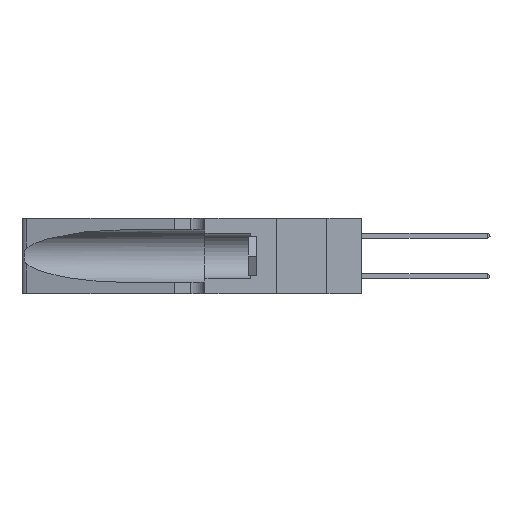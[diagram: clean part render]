
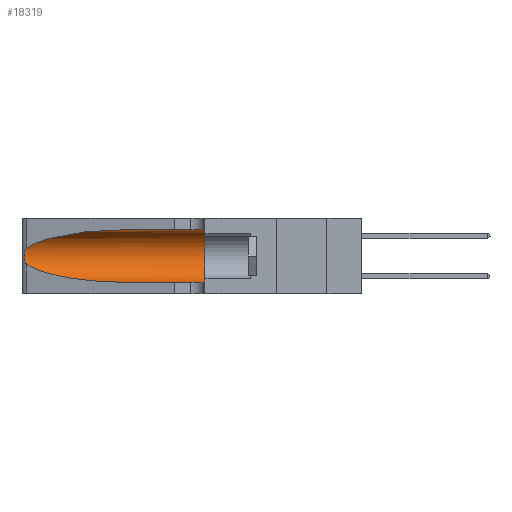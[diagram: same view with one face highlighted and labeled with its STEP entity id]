
A CAD part, left-side view. The second image highlights one B-rep face of the part: STEP entity #18319.
In plain terms, the highlighted cylindrical face has radius 3.308 mm (diameter 6.617 mm), a partial arc.
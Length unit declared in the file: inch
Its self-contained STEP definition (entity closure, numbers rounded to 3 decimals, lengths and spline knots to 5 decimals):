
#79 = VERTEX_POINT ( 'NONE', #21970 ) ;
#304 = CARTESIAN_POINT ( 'NONE',  ( 0.25555, 1.22994, 0.2215 ) ) ;
#685 = CARTESIAN_POINT ( 'NONE',  ( 0.25555, 1.22993, 0.14849 ) ) ;
#2585 = AXIS2_PLACEMENT_3D ( 'NONE', #15901, #36294, #3783 ) ;
#2666 = FACE_OUTER_BOUND ( 'NONE', #32237, .T. ) ;
#3253 = CARTESIAN_POINT ( 'NONE',  ( 0.25639, 1.23184, 0.21858 ) ) ;
#3342 = EDGE_CURVE ( 'NONE', #34586, #4416, #35957, .T. ) ;
#3628 = CARTESIAN_POINT ( 'NONE',  ( 0.26017, 1.23833, 0.17102 ) ) ;
#3783 = DIRECTION ( 'NONE',  ( 0., 0., 1. ) ) ;
#3920 = CARTESIAN_POINT ( 'NONE',  ( 0.25487, 1.22718, 0.14631 ) ) ;
#3964 = CARTESIAN_POINT ( 'NONE',  ( 0.1305, 1.61858, 0.185 ) ) ;
#4416 = VERTEX_POINT ( 'NONE', #21609 ) ;
#6069 = CARTESIAN_POINT ( 'NONE',  ( 0.25787, 1.23484, 0.2124 ) ) ;
#6963 = CARTESIAN_POINT ( 'NONE',  ( 0.1305, 0.72297, 0.31525 ) ) ;
#7148 = DIRECTION ( 'NONE',  ( 0., -1., 0. ) ) ;
#7510 = CARTESIAN_POINT ( 'NONE',  ( 0.1305, 1.61858, 0.05475 ) ) ;
#7667 = ORIENTED_EDGE ( 'NONE', *, *, #33594, .F. ) ;
#8948 = DIRECTION ( 'NONE',  ( 0., -1., 0. ) ) ;
#15628 = B_SPLINE_CURVE_WITH_KNOTS ( 'NONE', 3,
 ( #23861, #304, #3253, #6069, #26801, #32802, #26537, #29966, #3628, #32526, #18464, #35739, #685, #32409 ),
 .UNSPECIFIED., .F., .F.,
 ( 4, 2, 2, 2, 2, 2, 4 ),
 ( 0., 0.00027, 0.00053, 0.00107, 0.0016, 0.00187, 0.00214 ),
 .UNSPECIFIED. ) ;
#15901 = CARTESIAN_POINT ( 'NONE',  ( 0.1305, 0.35, 0.185 ) ) ;
#17199 = VERTEX_POINT ( 'NONE', #32491 ) ;
#18319 = ADVANCED_FACE ( 'NONE', ( #2666 ), #24200, .F. ) ;
#18464 = CARTESIAN_POINT ( 'NONE',  ( 0.25789, 1.23486, 0.15765 ) ) ;
#18798 = CIRCLE ( 'NONE', #2585, 0.13025 ) ;
#18885 = ORIENTED_EDGE ( 'NONE', *, *, #32401, .T. ) ;
#20572 = CARTESIAN_POINT ( 'NONE',  ( 0.25487, 1.22718, 0.14631 ) ) ;
#21609 = CARTESIAN_POINT ( 'NONE',  ( 0.1305, 0.72297, 0.05475 ) ) ;
#21970 = CARTESIAN_POINT ( 'NONE',  ( 0.1305, 0.72297, 0.31525 ) ) ;
#22896 = VERTEX_POINT ( 'NONE', #34366 ) ;
#23466 = EDGE_CURVE ( 'NONE', #79, #17199, #24003, .T. ) ;
#23756 = VERTEX_POINT ( 'NONE', #25738 ) ;
#23861 = CARTESIAN_POINT ( 'NONE',  ( 0.25487, 1.22718, 0.22369 ) ) ;
#24003 =( BOUNDED_CURVE ( )  B_SPLINE_CURVE ( 3, ( #6963, #24610, #31062, #36217 ),
 .UNSPECIFIED., .F., .T. ) 
 B_SPLINE_CURVE_WITH_KNOTS ( ( 4, 4 ),
 ( 1.5708, 2.84003 ),
 .UNSPECIFIED. ) 
 CURVE ( )  GEOMETRIC_REPRESENTATION_ITEM ( )  RATIONAL_B_SPLINE_CURVE ( ( 1., 0.87, 0.87, 1. ) ) 
 REPRESENTATION_ITEM ( '' )  );
#24200 = CYLINDRICAL_SURFACE ( 'NONE', #29271, 0.13025 ) ;
#24610 = CARTESIAN_POINT ( 'NONE',  ( 0.18966, 0.96281, 0.31525 ) ) ;
#24999 = CARTESIAN_POINT ( 'NONE',  ( 0.2373, 1.15595, 0.08982 ) ) ;
#25165 = VECTOR ( 'NONE', #7148, 39.37008 ) ;
#25738 = CARTESIAN_POINT ( 'NONE',  ( 0.1305, 0.35, 0.31525 ) ) ;
#26395 = ORIENTED_EDGE ( 'NONE', *, *, #3342, .T. ) ;
#26537 = CARTESIAN_POINT ( 'NONE',  ( 0.26075, 1.23896, 0.19203 ) ) ;
#26801 = CARTESIAN_POINT ( 'NONE',  ( 0.25854, 1.2359, 0.20912 ) ) ;
#27005 = VECTOR ( 'NONE', #8948, 39.37008 ) ;
#27170 = ORIENTED_EDGE ( 'NONE', *, *, #23466, .T. ) ;
#29090 = ORIENTED_EDGE ( 'NONE', *, *, #30172, .F. ) ;
#29271 = AXIS2_PLACEMENT_3D ( 'NONE', #3964, #36071, #36460 ) ;
#29966 = CARTESIAN_POINT ( 'NONE',  ( 0.26075, 1.23896, 0.178 ) ) ;
#30172 = EDGE_CURVE ( 'NONE', #79, #23756, #31542, .T. ) ;
#30837 = CARTESIAN_POINT ( 'NONE',  ( 0.18966, 0.96281, 0.05475 ) ) ;
#30930 = EDGE_CURVE ( 'NONE', #17199, #34586, #15628, .T. ) ;
#31062 = CARTESIAN_POINT ( 'NONE',  ( 0.2373, 1.15595, 0.28018 ) ) ;
#31542 = LINE ( 'NONE', #32720, #27005 ) ;
#32237 = EDGE_LOOP ( 'NONE', ( #27170, #37346, #26395, #18885, #7667, #29090 ) ) ;
#32401 = EDGE_CURVE ( 'NONE', #4416, #22896, #34333, .T. ) ;
#32409 = CARTESIAN_POINT ( 'NONE',  ( 0.25487, 1.22718, 0.14631 ) ) ;
#32491 = CARTESIAN_POINT ( 'NONE',  ( 0.25487, 1.22718, 0.22369 ) ) ;
#32526 = CARTESIAN_POINT ( 'NONE',  ( 0.25856, 1.23593, 0.16098 ) ) ;
#32720 = CARTESIAN_POINT ( 'NONE',  ( 0.1305, 1.61858, 0.31525 ) ) ;
#32802 = CARTESIAN_POINT ( 'NONE',  ( 0.26018, 1.23835, 0.19895 ) ) ;
#33594 = EDGE_CURVE ( 'NONE', #23756, #22896, #18798, .T. ) ;
#33958 = CARTESIAN_POINT ( 'NONE',  ( 0.1305, 0.72297, 0.05475 ) ) ;
#34333 = LINE ( 'NONE', #7510, #25165 ) ;
#34366 = CARTESIAN_POINT ( 'NONE',  ( 0.1305, 0.35, 0.05475 ) ) ;
#34586 = VERTEX_POINT ( 'NONE', #20572 ) ;
#35739 = CARTESIAN_POINT ( 'NONE',  ( 0.25639, 1.23186, 0.15144 ) ) ;
#35957 =( BOUNDED_CURVE ( )  B_SPLINE_CURVE ( 3, ( #3920, #24999, #30837, #33958 ),
 .UNSPECIFIED., .F., .T. ) 
 B_SPLINE_CURVE_WITH_KNOTS ( ( 4, 4 ),
 ( 3.44316, 4.71239 ),
 .UNSPECIFIED. ) 
 CURVE ( )  GEOMETRIC_REPRESENTATION_ITEM ( )  RATIONAL_B_SPLINE_CURVE ( ( 1., 0.87, 0.87, 1. ) ) 
 REPRESENTATION_ITEM ( '' )  );
#36071 = DIRECTION ( 'NONE',  ( 0., -1., 0. ) ) ;
#36217 = CARTESIAN_POINT ( 'NONE',  ( 0.25487, 1.22718, 0.22369 ) ) ;
#36294 = DIRECTION ( 'NONE',  ( 0., 1., 0. ) ) ;
#36460 = DIRECTION ( 'NONE',  ( 0., 0., -1. ) ) ;
#37346 = ORIENTED_EDGE ( 'NONE', *, *, #30930, .T. ) ;
